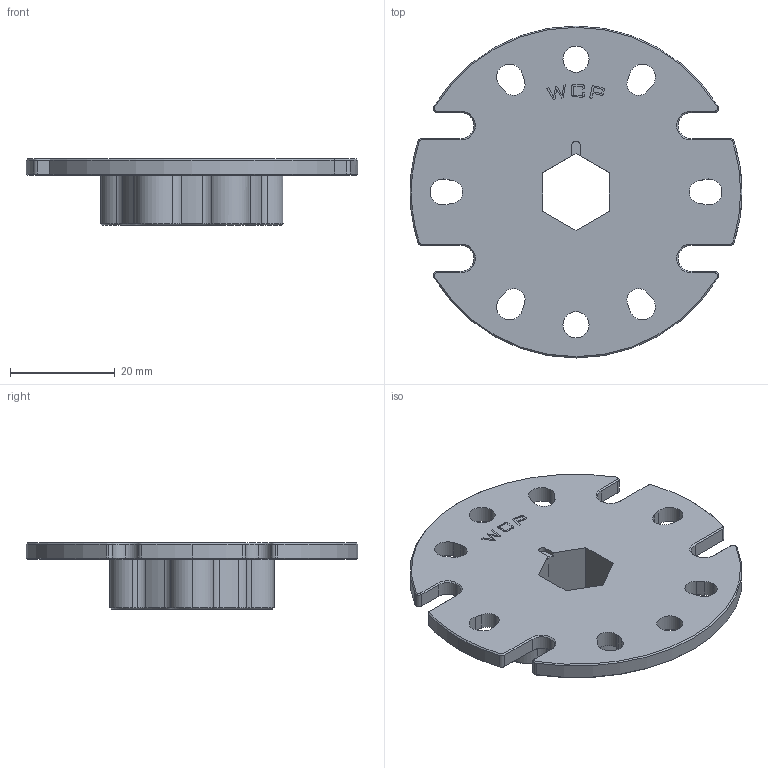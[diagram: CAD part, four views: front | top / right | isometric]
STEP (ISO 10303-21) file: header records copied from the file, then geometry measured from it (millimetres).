
FILE_DESCRIPTION (( 'STEP AP214' ), '1' );
FILE_NAME ('WCP-1123 Rev1.step', '2024-01-04T19:51:25', ( '' ), ( '' ), 'SwSTEP 2.0', 'SolidWorks 2022', '' );
FILE_SCHEMA (( 'AUTOMOTIVE_DESIGN' ));
Length unit declared in the file: inch
Products named in the file (1): WCP-1123 Rev1
Bounding box: 63.5 x 63.5 x 12.7 mm (x, y, z)
Volume: 14417.9 mm3; surface area: 8106.8 mm2
Topology: 1 solids, 1 shells, 239 faces, 617 edges, 385 vertices
Faces by surface type: plane 86, cylinder 73, cone 71, bspline 9
Entity records: 7786 total; most frequent: CARTESIAN_POINT 1771, DIRECTION 1286, ORIENTED_EDGE 1234, EDGE_CURVE 617, AXIS2_PLACEMENT_3D 456, VERTEX_POINT 385, LINE 374, VECTOR 374
